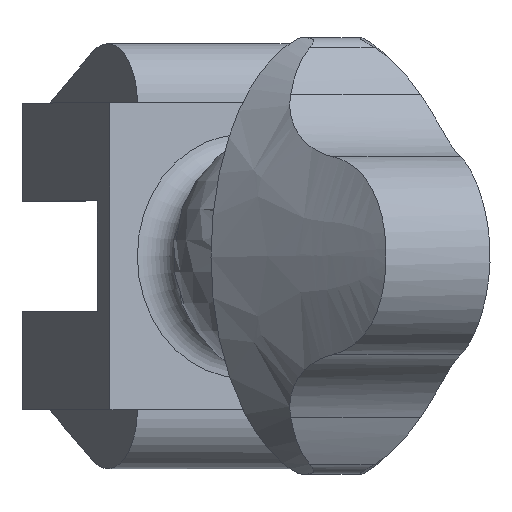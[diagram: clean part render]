
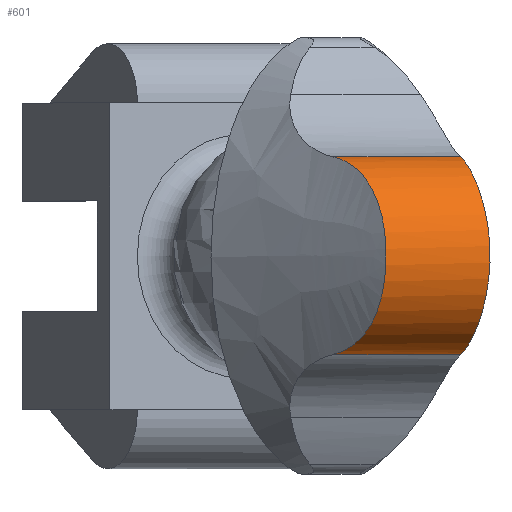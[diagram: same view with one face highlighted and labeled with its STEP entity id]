
A CAD part, top view. The second image highlights one B-rep face of the part: STEP entity #601.
In plain terms, the highlighted cylindrical face has radius 2 mm (diameter 4 mm), a partial arc.
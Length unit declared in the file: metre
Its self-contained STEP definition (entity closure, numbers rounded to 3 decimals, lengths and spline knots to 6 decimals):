
#16=CYLINDRICAL_SURFACE('',#651,0.002);
#36=B_SPLINE_CURVE_WITH_KNOTS('',3,(#1042,#1043,#1044,#1045,#1046,#1047,
#1048),.UNSPECIFIED.,.F.,.F.,(4,1,1,1,4),(0.,0.0014,
0.0028,0.0042,0.0056),
 .UNSPECIFIED.);
#42=B_SPLINE_CURVE_WITH_KNOTS('',3,(#1265,#1266,#1267,#1268,#1269,#1270,
#1271),.UNSPECIFIED.,.F.,.F.,(4,1,1,1,4),(0.,0.0014,
0.0028,0.0042,0.0056),
 .UNSPECIFIED.);
#144=ORIENTED_EDGE('',*,*,#285,.T.);
#145=ORIENTED_EDGE('',*,*,#277,.F.);
#146=ORIENTED_EDGE('',*,*,#286,.F.);
#147=ORIENTED_EDGE('',*,*,#246,.F.);
#246=EDGE_CURVE('',#329,#330,#36,.T.);
#277=EDGE_CURVE('',#350,#351,#42,.T.);
#285=EDGE_CURVE('',#329,#351,#406,.T.);
#286=EDGE_CURVE('',#330,#350,#407,.T.);
#329=VERTEX_POINT('',#1041);
#330=VERTEX_POINT('',#1049);
#350=VERTEX_POINT('',#1264);
#351=VERTEX_POINT('',#1272);
#406=LINE('',#1298,#468);
#407=LINE('',#1300,#469);
#468=VECTOR('',#759,1.);
#469=VECTOR('',#762,1.);
#501=EDGE_LOOP('',(#144,#145,#146,#147));
#541=FACE_BOUND('',#501,.T.);
#601=ADVANCED_FACE('',(#541),#16,.T.);
#651=AXIS2_PLACEMENT_3D('',#1299,#760,#761);
#759=DIRECTION('',(0.866,0.,-0.5));
#760=DIRECTION('',(0.866,0.,-0.5));
#761=DIRECTION('',(-0.5,0.,-0.866));
#762=DIRECTION('',(0.866,0.,-0.5));
#1041=CARTESIAN_POINT('',(0.162642,-0.001969,0.062237));
#1042=CARTESIAN_POINT('',(0.162642,-0.001969,0.062237));
#1043=CARTESIAN_POINT('',(0.162988,-0.00189,0.06255));
#1044=CARTESIAN_POINT('',(0.163538,-0.001408,0.063223));
#1045=CARTESIAN_POINT('',(0.163785,0.,0.063681));
#1046=CARTESIAN_POINT('',(0.163538,0.001406,0.063224));
#1047=CARTESIAN_POINT('',(0.162988,0.00189,0.06255));
#1048=CARTESIAN_POINT('',(0.162642,0.001969,0.062237));
#1049=CARTESIAN_POINT('',(0.162642,0.001969,0.062237));
#1264=CARTESIAN_POINT('',(0.165184,0.001969,0.06077));
#1265=CARTESIAN_POINT('',(0.165184,0.001969,0.06077));
#1266=CARTESIAN_POINT('',(0.165282,0.00189,0.061226));
#1267=CARTESIAN_POINT('',(0.16559,0.001408,0.062039));
#1268=CARTESIAN_POINT('',(0.165863,0.,0.062481));
#1269=CARTESIAN_POINT('',(0.16559,-0.001406,0.06204));
#1270=CARTESIAN_POINT('',(0.165282,-0.00189,0.061226));
#1271=CARTESIAN_POINT('',(0.165184,-0.001969,0.06077));
#1272=CARTESIAN_POINT('',(0.165184,-0.001969,0.06077));
#1298=CARTESIAN_POINT('',(0.16153,-0.001969,0.062879));
#1299=CARTESIAN_POINT('',(0.161355,0.,0.062575));
#1300=CARTESIAN_POINT('',(0.16153,0.001969,0.062879));
